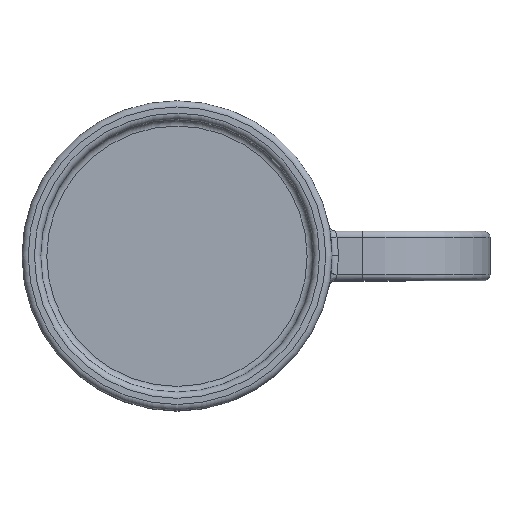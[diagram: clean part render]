
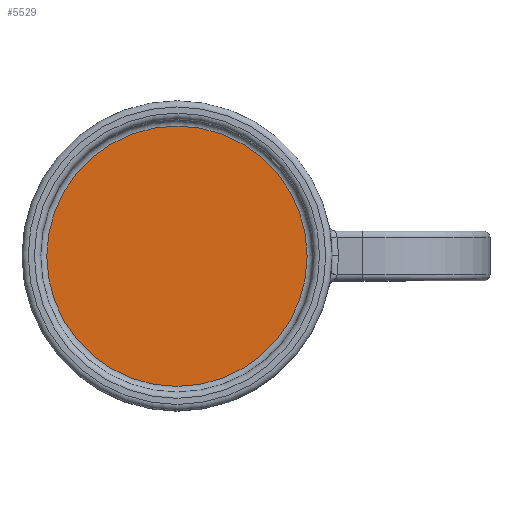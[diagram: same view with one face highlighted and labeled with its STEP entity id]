
A CAD part, top view. The second image highlights one B-rep face of the part: STEP entity #5529.
In plain terms, the highlighted planar face has unit normal (0, 0, 1).
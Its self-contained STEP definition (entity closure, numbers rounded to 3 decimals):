
#5462 = TOROIDAL_SURFACE('',#5463,42.,2.);
#5463 = AXIS2_PLACEMENT_3D('',#5464,#5465,#5466);
#5464 = CARTESIAN_POINT('',(0.,0.,6.));
#5465 = DIRECTION('',(-0.,-0.,-1.));
#5466 = DIRECTION('',(1.,0.,0.));
#5478 = VERTEX_POINT('',#5479);
#5479 = CARTESIAN_POINT('',(42.,0.,4.));
#5503 = EDGE_CURVE('',#5478,#5478,#5504,.T.);
#5504 = SURFACE_CURVE('',#5505,(#5510,#5517),.PCURVE_S1.);
#5505 = CIRCLE('',#5506,42.);
#5506 = AXIS2_PLACEMENT_3D('',#5507,#5508,#5509);
#5507 = CARTESIAN_POINT('',(0.,0.,4.));
#5508 = DIRECTION('',(0.,0.,1.));
#5509 = DIRECTION('',(1.,0.,0.));
#5510 = PCURVE('',#5462,#5511);
#5511 = DEFINITIONAL_REPRESENTATION('',(#5512),#5516);
#5512 = LINE('',#5513,#5514);
#5513 = CARTESIAN_POINT('',(-0.,1.571));
#5514 = VECTOR('',#5515,1.);
#5515 = DIRECTION('',(-1.,0.));
#5516 = ( GEOMETRIC_REPRESENTATION_CONTEXT(2) 
PARAMETRIC_REPRESENTATION_CONTEXT() REPRESENTATION_CONTEXT('2D SPACE',''
  ) );
#5517 = PCURVE('',#5518,#5523);
#5518 = PLANE('',#5519);
#5519 = AXIS2_PLACEMENT_3D('',#5520,#5521,#5522);
#5520 = CARTESIAN_POINT('',(0.,0.,4.));
#5521 = DIRECTION('',(0.,0.,1.));
#5522 = DIRECTION('',(1.,0.,0.));
#5523 = DEFINITIONAL_REPRESENTATION('',(#5524),#5528);
#5524 = CIRCLE('',#5525,42.);
#5525 = AXIS2_PLACEMENT_2D('',#5526,#5527);
#5526 = CARTESIAN_POINT('',(0.,0.));
#5527 = DIRECTION('',(1.,0.));
#5528 = ( GEOMETRIC_REPRESENTATION_CONTEXT(2) 
PARAMETRIC_REPRESENTATION_CONTEXT() REPRESENTATION_CONTEXT('2D SPACE',''
  ) );
#5529 = ADVANCED_FACE('',(#5530),#5518,.T.);
#5530 = FACE_BOUND('',#5531,.T.);
#5531 = EDGE_LOOP('',(#5532));
#5532 = ORIENTED_EDGE('',*,*,#5503,.T.);
